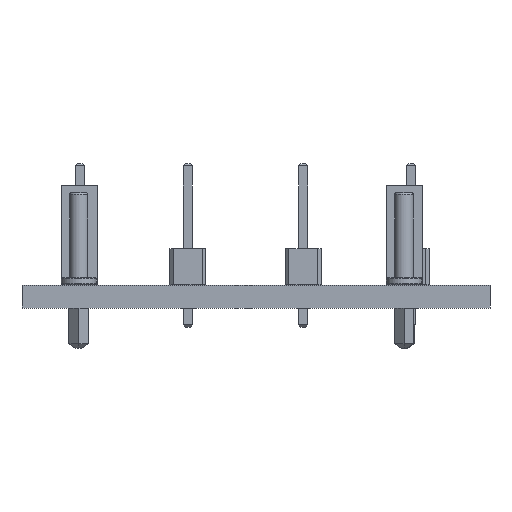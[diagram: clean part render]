
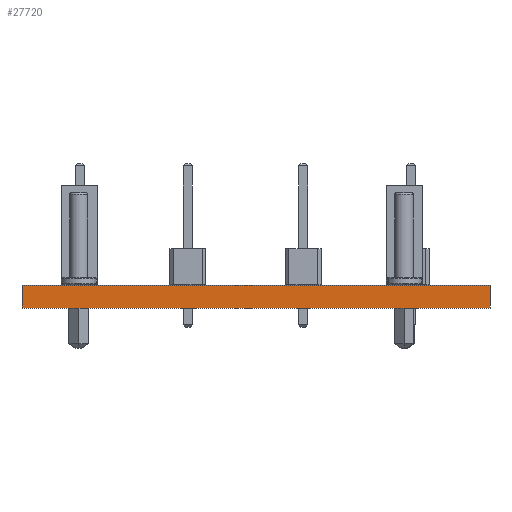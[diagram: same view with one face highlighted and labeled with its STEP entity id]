
A CAD part, front view. The second image highlights one B-rep face of the part: STEP entity #27720.
In plain terms, the highlighted planar face has unit normal (0, -1, 0).
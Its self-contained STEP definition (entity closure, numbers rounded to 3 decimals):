
#25086 = PLANE('',#25087);
#25087 = AXIS2_PLACEMENT_3D('',#25088,#25089,#25090);
#25088 = CARTESIAN_POINT('',(128.,-110.,0.));
#25089 = DIRECTION('',(-1.,0.,0.));
#25090 = DIRECTION('',(0.,1.,0.));
#25114 = PLANE('',#25115);
#25115 = AXIS2_PLACEMENT_3D('',#25116,#25117,#25118);
#25116 = CARTESIAN_POINT('',(144.5,-80.,1.6));
#25117 = DIRECTION('',(0.,0.,-1.));
#25118 = DIRECTION('',(-1.,0.,0.));
#25142 = PLANE('',#25143);
#25143 = AXIS2_PLACEMENT_3D('',#25144,#25145,#25146);
#25144 = CARTESIAN_POINT('',(161.,-50.,0.));
#25145 = DIRECTION('',(1.,0.,0.));
#25146 = DIRECTION('',(0.,-1.,0.));
#25168 = PLANE('',#25169);
#25169 = AXIS2_PLACEMENT_3D('',#25170,#25171,#25172);
#25170 = CARTESIAN_POINT('',(144.5,-80.,0.));
#25171 = DIRECTION('',(0.,0.,-1.));
#25172 = DIRECTION('',(-1.,0.,0.));
#25183 = EDGE_CURVE('',#25184,#25186,#25188,.T.);
#25184 = VERTEX_POINT('',#25185);
#25185 = CARTESIAN_POINT('',(128.,-110.,0.));
#25186 = VERTEX_POINT('',#25187);
#25187 = CARTESIAN_POINT('',(128.,-110.,1.6));
#25188 = SURFACE_CURVE('',#25189,(#25193,#25200),.PCURVE_S1.);
#25189 = LINE('',#25190,#25191);
#25190 = CARTESIAN_POINT('',(128.,-110.,0.));
#25191 = VECTOR('',#25192,1.);
#25192 = DIRECTION('',(0.,0.,1.));
#25193 = PCURVE('',#25086,#25194);
#25194 = DEFINITIONAL_REPRESENTATION('',(#25195),#25199);
#25195 = LINE('',#25196,#25197);
#25196 = CARTESIAN_POINT('',(0.,0.));
#25197 = VECTOR('',#25198,1.);
#25198 = DIRECTION('',(0.,-1.));
#25199 = ( GEOMETRIC_REPRESENTATION_CONTEXT(2) 
PARAMETRIC_REPRESENTATION_CONTEXT() REPRESENTATION_CONTEXT('2D SPACE',''
  ) );
#25200 = PCURVE('',#25201,#25206);
#25201 = PLANE('',#25202);
#25202 = AXIS2_PLACEMENT_3D('',#25203,#25204,#25205);
#25203 = CARTESIAN_POINT('',(161.,-110.,0.));
#25204 = DIRECTION('',(0.,-1.,0.));
#25205 = DIRECTION('',(-1.,0.,0.));
#25206 = DEFINITIONAL_REPRESENTATION('',(#25207),#25211);
#25207 = LINE('',#25208,#25209);
#25208 = CARTESIAN_POINT('',(33.,0.));
#25209 = VECTOR('',#25210,1.);
#25210 = DIRECTION('',(0.,-1.));
#25211 = ( GEOMETRIC_REPRESENTATION_CONTEXT(2) 
PARAMETRIC_REPRESENTATION_CONTEXT() REPRESENTATION_CONTEXT('2D SPACE',''
  ) );
#25261 = VERTEX_POINT('',#25262);
#25262 = CARTESIAN_POINT('',(161.,-110.,1.6));
#25283 = EDGE_CURVE('',#25284,#25261,#25286,.T.);
#25284 = VERTEX_POINT('',#25285);
#25285 = CARTESIAN_POINT('',(161.,-110.,0.));
#25286 = SURFACE_CURVE('',#25287,(#25291,#25298),.PCURVE_S1.);
#25287 = LINE('',#25288,#25289);
#25288 = CARTESIAN_POINT('',(161.,-110.,0.));
#25289 = VECTOR('',#25290,1.);
#25290 = DIRECTION('',(0.,0.,1.));
#25291 = PCURVE('',#25142,#25292);
#25292 = DEFINITIONAL_REPRESENTATION('',(#25293),#25297);
#25293 = LINE('',#25294,#25295);
#25294 = CARTESIAN_POINT('',(60.,0.));
#25295 = VECTOR('',#25296,1.);
#25296 = DIRECTION('',(0.,-1.));
#25297 = ( GEOMETRIC_REPRESENTATION_CONTEXT(2) 
PARAMETRIC_REPRESENTATION_CONTEXT() REPRESENTATION_CONTEXT('2D SPACE',''
  ) );
#25298 = PCURVE('',#25201,#25299);
#25299 = DEFINITIONAL_REPRESENTATION('',(#25300),#25304);
#25300 = LINE('',#25301,#25302);
#25301 = CARTESIAN_POINT('',(0.,0.));
#25302 = VECTOR('',#25303,1.);
#25303 = DIRECTION('',(0.,-1.));
#25304 = ( GEOMETRIC_REPRESENTATION_CONTEXT(2) 
PARAMETRIC_REPRESENTATION_CONTEXT() REPRESENTATION_CONTEXT('2D SPACE',''
  ) );
#25332 = EDGE_CURVE('',#25284,#25184,#25333,.T.);
#25333 = SURFACE_CURVE('',#25334,(#25338,#25345),.PCURVE_S1.);
#25334 = LINE('',#25335,#25336);
#25335 = CARTESIAN_POINT('',(161.,-110.,0.));
#25336 = VECTOR('',#25337,1.);
#25337 = DIRECTION('',(-1.,0.,0.));
#25338 = PCURVE('',#25168,#25339);
#25339 = DEFINITIONAL_REPRESENTATION('',(#25340),#25344);
#25340 = LINE('',#25341,#25342);
#25341 = CARTESIAN_POINT('',(-16.5,-30.));
#25342 = VECTOR('',#25343,1.);
#25343 = DIRECTION('',(1.,0.));
#25344 = ( GEOMETRIC_REPRESENTATION_CONTEXT(2) 
PARAMETRIC_REPRESENTATION_CONTEXT() REPRESENTATION_CONTEXT('2D SPACE',''
  ) );
#25345 = PCURVE('',#25201,#25346);
#25346 = DEFINITIONAL_REPRESENTATION('',(#25347),#25351);
#25347 = LINE('',#25348,#25349);
#25348 = CARTESIAN_POINT('',(0.,0.));
#25349 = VECTOR('',#25350,1.);
#25350 = DIRECTION('',(1.,0.));
#25351 = ( GEOMETRIC_REPRESENTATION_CONTEXT(2) 
PARAMETRIC_REPRESENTATION_CONTEXT() REPRESENTATION_CONTEXT('2D SPACE',''
  ) );
#26619 = EDGE_CURVE('',#25261,#25186,#26620,.T.);
#26620 = SURFACE_CURVE('',#26621,(#26625,#26632),.PCURVE_S1.);
#26621 = LINE('',#26622,#26623);
#26622 = CARTESIAN_POINT('',(161.,-110.,1.6));
#26623 = VECTOR('',#26624,1.);
#26624 = DIRECTION('',(-1.,0.,0.));
#26625 = PCURVE('',#25114,#26626);
#26626 = DEFINITIONAL_REPRESENTATION('',(#26627),#26631);
#26627 = LINE('',#26628,#26629);
#26628 = CARTESIAN_POINT('',(-16.5,-30.));
#26629 = VECTOR('',#26630,1.);
#26630 = DIRECTION('',(1.,0.));
#26631 = ( GEOMETRIC_REPRESENTATION_CONTEXT(2) 
PARAMETRIC_REPRESENTATION_CONTEXT() REPRESENTATION_CONTEXT('2D SPACE',''
  ) );
#26632 = PCURVE('',#25201,#26633);
#26633 = DEFINITIONAL_REPRESENTATION('',(#26634),#26638);
#26634 = LINE('',#26635,#26636);
#26635 = CARTESIAN_POINT('',(0.,-1.6));
#26636 = VECTOR('',#26637,1.);
#26637 = DIRECTION('',(1.,0.));
#26638 = ( GEOMETRIC_REPRESENTATION_CONTEXT(2) 
PARAMETRIC_REPRESENTATION_CONTEXT() REPRESENTATION_CONTEXT('2D SPACE',''
  ) );
#27720 = ADVANCED_FACE('',(#27721),#25201,.T.);
#27721 = FACE_BOUND('',#27722,.T.);
#27722 = EDGE_LOOP('',(#27723,#27724,#27725,#27726));
#27723 = ORIENTED_EDGE('',*,*,#25283,.T.);
#27724 = ORIENTED_EDGE('',*,*,#26619,.T.);
#27725 = ORIENTED_EDGE('',*,*,#25183,.F.);
#27726 = ORIENTED_EDGE('',*,*,#25332,.F.);
